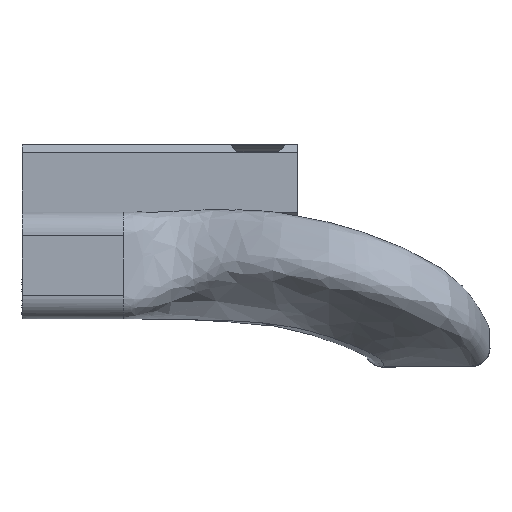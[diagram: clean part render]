
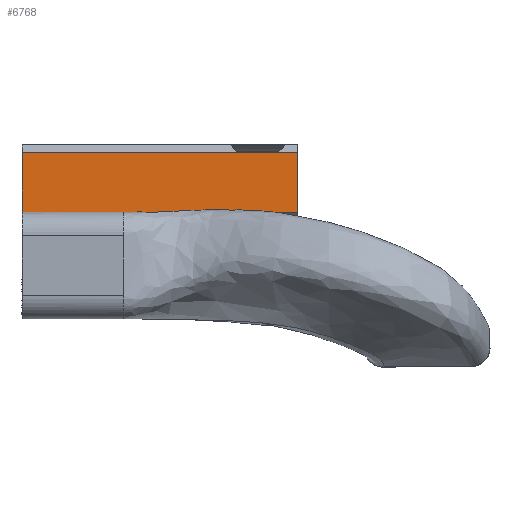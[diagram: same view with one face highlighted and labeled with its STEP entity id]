
A CAD part, left-side view. The second image highlights one B-rep face of the part: STEP entity #6768.
In plain terms, the highlighted planar face has unit normal (-1, 0, 0).
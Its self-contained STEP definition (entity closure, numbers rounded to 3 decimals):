
#245=PLANE('',#7098);
#485=LINE('',#17610,#865);
#527=LINE('',#20717,#907);
#531=LINE('',#20732,#911);
#540=LINE('',#20753,#920);
#541=LINE('',#20755,#921);
#542=LINE('',#20756,#922);
#865=VECTOR('',#7693,10.);
#907=VECTOR('',#7797,5.649);
#911=VECTOR('',#7807,10.);
#920=VECTOR('',#7838,8.516);
#921=VECTOR('',#7839,7.5);
#922=VECTOR('',#7840,27.3);
#1411=FACE_OUTER_BOUND('',#1782,.T.);
#1782=EDGE_LOOP('',(#5453,#5454,#5455,#5456,#5457,#5458,#5459));
#2177=B_SPLINE_CURVE_WITH_KNOTS('',3,(#14178,#14179,#14180,#14181,#14182,
#14183,#14184,#14185,#14186,#14187,#14188,#14189,#14190,#14191,#14192,#14193),
 .UNSPECIFIED.,.F.,.F.,(4,3,3,3,3,4),(-0.956,-0.669,
-0.502,-0.116,-0.108,0.),
 .UNSPECIFIED.);
#2672=VERTEX_POINT('',#14170);
#2673=VERTEX_POINT('',#14177);
#2674=VERTEX_POINT('',#14194);
#2957=VERTEX_POINT('',#17607);
#2958=VERTEX_POINT('',#17609);
#3019=VERTEX_POINT('',#20752);
#3020=VERTEX_POINT('',#20754);
#3411=EDGE_CURVE('',#2672,#2673,#2177,.T.);
#3828=EDGE_CURVE('',#2957,#2958,#485,.T.);
#3903=EDGE_CURVE('',#2673,#2674,#527,.T.);
#3908=EDGE_CURVE('',#2674,#2957,#531,.T.);
#3917=EDGE_CURVE('',#3019,#2672,#540,.T.);
#3918=EDGE_CURVE('',#3019,#3020,#541,.T.);
#3919=EDGE_CURVE('',#3020,#2958,#542,.T.);
#5453=ORIENTED_EDGE('',*,*,#3411,.F.);
#5454=ORIENTED_EDGE('',*,*,#3917,.F.);
#5455=ORIENTED_EDGE('',*,*,#3918,.T.);
#5456=ORIENTED_EDGE('',*,*,#3919,.T.);
#5457=ORIENTED_EDGE('',*,*,#3828,.F.);
#5458=ORIENTED_EDGE('',*,*,#3908,.F.);
#5459=ORIENTED_EDGE('',*,*,#3903,.F.);
#6768=ADVANCED_FACE('',(#1411),#245,.T.);
#7098=AXIS2_PLACEMENT_3D('',#20751,#7836,#7837);
#7693=DIRECTION('',(0.,0.,1.));
#7797=DIRECTION('',(0.,1.,0.));
#7807=DIRECTION('',(0.,1.,0.));
#7836=DIRECTION('center_axis',(-1.,0.,0.));
#7837=DIRECTION('ref_axis',(0.,0.,1.));
#7838=DIRECTION('',(0.,1.,0.));
#7839=DIRECTION('',(0.,0.,1.));
#7840=DIRECTION('',(0.,1.,0.));
#14170=CARTESIAN_POINT('',(58.,-5.134,-20.));
#14177=CARTESIAN_POINT('',(58.,2.701,-20.));
#14178=CARTESIAN_POINT('Ctrl Pts',(58.,-5.134,-20.));
#14179=CARTESIAN_POINT('Ctrl Pts',(58.,-4.169,-19.868));
#14180=CARTESIAN_POINT('Ctrl Pts',(58.,-3.159,-19.802));
#14181=CARTESIAN_POINT('Ctrl Pts',(58.,-2.177,-19.779));
#14182=CARTESIAN_POINT('Ctrl Pts',(58.,-1.606,-19.765));
#14183=CARTESIAN_POINT('Ctrl Pts',(58.,-1.013,-19.767));
#14184=CARTESIAN_POINT('Ctrl Pts',(58.,-0.573,-19.774));
#14185=CARTESIAN_POINT('Ctrl Pts',(58.,0.447,-19.792));
#14186=CARTESIAN_POINT('Ctrl Pts',(58.,0.85,-19.8));
#14187=CARTESIAN_POINT('Ctrl Pts',(58.,1.74,-19.896));
#14188=CARTESIAN_POINT('Ctrl Pts',(58.,1.758,-19.898));
#14189=CARTESIAN_POINT('Ctrl Pts',(58.,1.776,-19.9));
#14190=CARTESIAN_POINT('Ctrl Pts',(58.,1.794,-19.902));
#14191=CARTESIAN_POINT('Ctrl Pts',(58.,2.048,-19.93));
#14192=CARTESIAN_POINT('Ctrl Pts',(58.,2.342,-19.966));
#14193=CARTESIAN_POINT('Ctrl Pts',(58.,2.701,-20.));
#14194=CARTESIAN_POINT('',(58.,8.35,-20.));
#17607=CARTESIAN_POINT('',(58.,21.15,-20.));
#17609=CARTESIAN_POINT('',(58.,21.15,-12.5));
#17610=CARTESIAN_POINT('',(58.,21.15,-20.));
#20717=CARTESIAN_POINT('',(58.,2.701,-20.));
#20732=CARTESIAN_POINT('',(58.,13.65,-20.));
#20751=CARTESIAN_POINT('Origin',(58.,-13.65,-15.75));
#20752=CARTESIAN_POINT('',(58.,-13.65,-20.));
#20753=CARTESIAN_POINT('',(58.,-13.65,-20.));
#20754=CARTESIAN_POINT('',(58.,-13.65,-12.5));
#20755=CARTESIAN_POINT('',(58.,-13.65,-20.));
#20756=CARTESIAN_POINT('',(58.,-13.65,-12.5));
